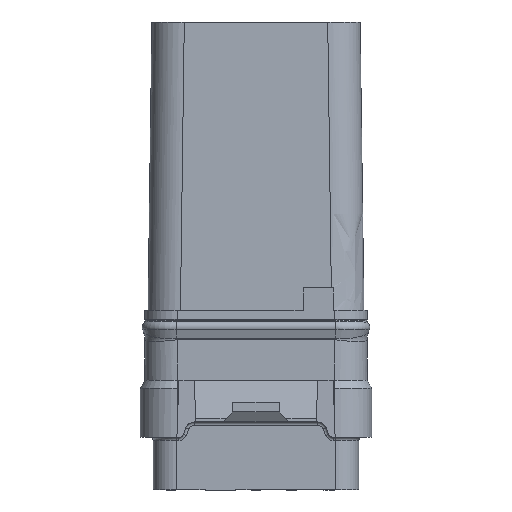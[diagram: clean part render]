
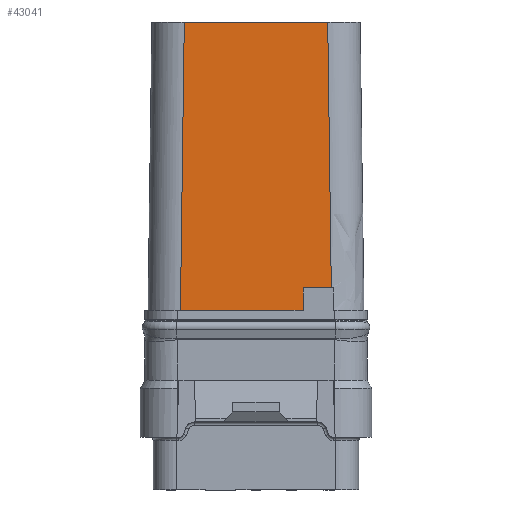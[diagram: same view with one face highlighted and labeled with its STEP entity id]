
A CAD part, front view. The second image highlights one B-rep face of the part: STEP entity #43041.
In plain terms, the highlighted planar face has unit normal (0, -1, 0.013).
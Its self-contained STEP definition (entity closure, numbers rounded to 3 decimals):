
#61=DIRECTION('',(1.,0.,0.));
#62=VECTOR('',#61,7.95);
#63=CARTESIAN_POINT('',(-4.9,-6.,0.));
#64=LINE('',#63,#62);
#65=DIRECTION('',(0.,0.013,1.));
#66=VECTOR('',#65,1.45);
#67=CARTESIAN_POINT('',(3.05,-6.,0.));
#68=LINE('',#67,#66);
#69=DIRECTION('',(0.013,0.013,1.));
#70=VECTOR('',#69,18.683);
#71=CARTESIAN_POINT('',(-4.9,-6.,0.));
#72=LINE('',#71,#70);
#73=DIRECTION('',(-1.,0.,0.));
#74=VECTOR('',#73,1.831);
#75=CARTESIAN_POINT('',(4.881,-5.981,1.45));
#76=LINE('',#75,#74);
#106=DIRECTION('',(-0.013,0.013,1.));
#107=VECTOR('',#106,17.233);
#108=CARTESIAN_POINT('',(4.881,-5.981,1.45));
#109=LINE('',#108,#107);
#9924=DIRECTION('',(1.,0.,0.));
#9925=VECTOR('',#9924,9.3);
#9926=CARTESIAN_POINT('',(-4.65,-5.75,18.68));
#9927=LINE('',#9926,#9925);
#36853=CARTESIAN_POINT('',(-4.65,-5.75,18.68));
#36854=VERTEX_POINT('',#36853);
#36855=CARTESIAN_POINT('',(4.65,-5.75,18.68));
#36856=VERTEX_POINT('',#36855);
#36869=CARTESIAN_POINT('',(-4.9,-6.,0.));
#36870=VERTEX_POINT('',#36869);
#37012=CARTESIAN_POINT('',(3.05,-6.,0.));
#37014=VERTEX_POINT('',#37012);
#37019=CARTESIAN_POINT('',(3.05,-5.981,1.45));
#37020=VERTEX_POINT('',#37019);
#37021=CARTESIAN_POINT('',(4.881,-5.981,1.45));
#37022=VERTEX_POINT('',#37021);
#43024=CARTESIAN_POINT('',(0.,-5.875,9.34));
#43025=DIRECTION('',(0.,-1.,0.013));
#43026=DIRECTION('',(1.,0.,0.));
#43027=AXIS2_PLACEMENT_3D('',#43024,#43025,#43026);
#43028=PLANE('',#43027);
#43029=ORIENTED_EDGE('',*,*,#43015,.F.);
#43030=ORIENTED_EDGE('',*,*,#43004,.F.);
#43032=ORIENTED_EDGE('',*,*,#43031,.T.);
#43034=ORIENTED_EDGE('',*,*,#43033,.T.);
#43036=ORIENTED_EDGE('',*,*,#43035,.F.);
#43038=ORIENTED_EDGE('',*,*,#43037,.T.);
#43039=EDGE_LOOP('',(#43029,#43030,#43032,#43034,#43036,#43038));
#43040=FACE_OUTER_BOUND('',#43039,.F.);
#43041=ADVANCED_FACE('',(#43040),#43028,.T.);
#43004=EDGE_CURVE('',#36870,#37014,#64,.T.);
#43015=EDGE_CURVE('',#37014,#37020,#68,.T.);
#43031=EDGE_CURVE('',#36870,#36854,#72,.T.);
#43033=EDGE_CURVE('',#36854,#36856,#9927,.T.);
#43035=EDGE_CURVE('',#37022,#36856,#109,.T.);
#43037=EDGE_CURVE('',#37022,#37020,#76,.T.);
